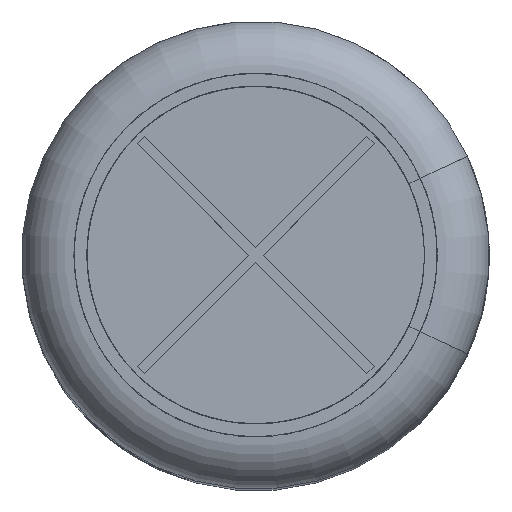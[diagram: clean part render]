
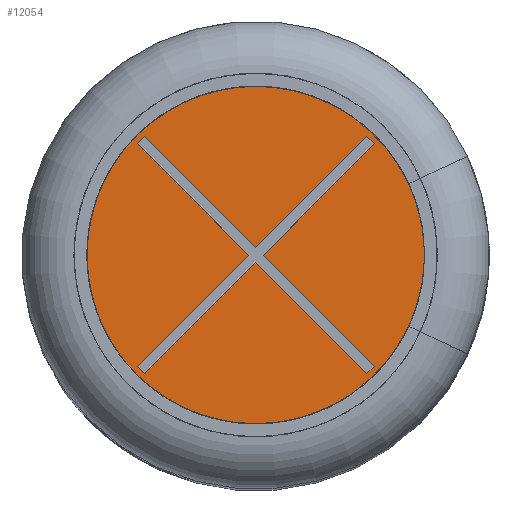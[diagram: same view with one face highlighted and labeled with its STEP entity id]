
A CAD part, top view. The second image highlights one B-rep face of the part: STEP entity #12054.
In plain terms, the highlighted planar face has unit normal (0, 0, 1).
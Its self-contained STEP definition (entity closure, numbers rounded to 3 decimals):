
#433=LINE('',#15760,#1102);
#436=LINE('',#15766,#1105);
#438=LINE('',#15770,#1107);
#440=LINE('',#15774,#1109);
#442=LINE('',#15778,#1111);
#444=LINE('',#15782,#1113);
#446=LINE('',#15786,#1115);
#448=LINE('',#15790,#1117);
#450=LINE('',#15794,#1119);
#452=LINE('',#15798,#1121);
#454=LINE('',#15802,#1123);
#456=LINE('',#15806,#1125);
#1102=VECTOR('',#13434,1000.);
#1105=VECTOR('',#13439,1000.);
#1107=VECTOR('',#13443,1000.);
#1109=VECTOR('',#13447,1000.);
#1111=VECTOR('',#13451,1000.);
#1113=VECTOR('',#13455,1000.);
#1115=VECTOR('',#13459,1000.);
#1117=VECTOR('',#13463,1000.);
#1119=VECTOR('',#13467,1000.);
#1121=VECTOR('',#13471,1000.);
#1123=VECTOR('',#13475,1000.);
#1125=VECTOR('',#13479,1000.);
#1949=ORIENTED_EDGE('',*,*,#4415,.T.);
#1950=ORIENTED_EDGE('',*,*,#4438,.T.);
#1951=ORIENTED_EDGE('',*,*,#4436,.T.);
#1952=ORIENTED_EDGE('',*,*,#4434,.T.);
#1953=ORIENTED_EDGE('',*,*,#4432,.T.);
#1954=ORIENTED_EDGE('',*,*,#4430,.T.);
#1955=ORIENTED_EDGE('',*,*,#4428,.T.);
#1956=ORIENTED_EDGE('',*,*,#4426,.T.);
#1957=ORIENTED_EDGE('',*,*,#4424,.T.);
#1958=ORIENTED_EDGE('',*,*,#4422,.T.);
#1959=ORIENTED_EDGE('',*,*,#4420,.T.);
#1960=ORIENTED_EDGE('',*,*,#4418,.T.);
#1961=ORIENTED_EDGE('',*,*,#4452,.F.);
#4415=EDGE_CURVE('',#5681,#5682,#433,.T.);
#4418=EDGE_CURVE('',#5683,#5681,#436,.T.);
#4420=EDGE_CURVE('',#5684,#5683,#438,.T.);
#4422=EDGE_CURVE('',#5685,#5684,#440,.T.);
#4424=EDGE_CURVE('',#5686,#5685,#442,.T.);
#4426=EDGE_CURVE('',#5687,#5686,#444,.T.);
#4428=EDGE_CURVE('',#5688,#5687,#446,.T.);
#4430=EDGE_CURVE('',#5689,#5688,#448,.T.);
#4432=EDGE_CURVE('',#5690,#5689,#450,.T.);
#4434=EDGE_CURVE('',#5691,#5690,#452,.T.);
#4436=EDGE_CURVE('',#5692,#5691,#454,.T.);
#4438=EDGE_CURVE('',#5682,#5692,#456,.T.);
#4452=EDGE_CURVE('',#5703,#5703,#6544,.T.);
#5681=VERTEX_POINT('',#15761);
#5682=VERTEX_POINT('',#15762);
#5683=VERTEX_POINT('',#15767);
#5684=VERTEX_POINT('',#15771);
#5685=VERTEX_POINT('',#15775);
#5686=VERTEX_POINT('',#15779);
#5687=VERTEX_POINT('',#15783);
#5688=VERTEX_POINT('',#15787);
#5689=VERTEX_POINT('',#15791);
#5690=VERTEX_POINT('',#15795);
#5691=VERTEX_POINT('',#15799);
#5692=VERTEX_POINT('',#15803);
#5703=VERTEX_POINT('',#15838);
#6544=CIRCLE('',#12605,6.998);
#6862=EDGE_LOOP('',(#1949,#1950,#1951,#1952,#1953,#1954,#1955,#1956,#1957,
#1958,#1959,#1960));
#6863=EDGE_LOOP('',(#1961));
#7492=FACE_BOUND('',#6862,.T.);
#7493=FACE_BOUND('',#6863,.T.);
#8108=PLANE('',#12606);
#12054=ADVANCED_FACE('',(#7492,#7493),#8108,.T.);
#12605=AXIS2_PLACEMENT_3D('',#15837,#13520,#13521);
#12606=AXIS2_PLACEMENT_3D('',#15839,#13522,#13523);
#13434=DIRECTION('',(0.707,0.707,0.));
#13439=DIRECTION('',(-0.707,0.707,0.));
#13443=DIRECTION('',(0.707,0.707,0.));
#13447=DIRECTION('',(-0.707,0.707,0.));
#13451=DIRECTION('',(-0.707,-0.707,0.));
#13455=DIRECTION('',(-0.707,0.707,0.));
#13459=DIRECTION('',(-0.707,-0.707,0.));
#13463=DIRECTION('',(0.707,-0.707,0.));
#13467=DIRECTION('',(-0.707,-0.707,0.));
#13471=DIRECTION('',(0.707,-0.707,0.));
#13475=DIRECTION('',(0.707,0.707,0.));
#13479=DIRECTION('',(0.707,-0.707,0.));
#13520=DIRECTION('',(0.,0.,-1.));
#13521=DIRECTION('',(-1.,0.,0.));
#13522=DIRECTION('',(0.,0.,1.));
#13523=DIRECTION('',(1.,0.,0.));
#15760=CARTESIAN_POINT('',(-4.276,4.559,44.78));
#15761=CARTESIAN_POINT('',(-4.559,4.276,44.78));
#15762=CARTESIAN_POINT('',(-4.276,4.559,44.78));
#15766=CARTESIAN_POINT('',(-0.283,0.,44.78));
#15767=CARTESIAN_POINT('',(-0.283,0.,44.78));
#15770=CARTESIAN_POINT('',(-0.283,0.,44.78));
#15771=CARTESIAN_POINT('',(-4.559,-4.276,44.78));
#15774=CARTESIAN_POINT('',(-4.276,-4.559,44.78));
#15775=CARTESIAN_POINT('',(-4.276,-4.559,44.78));
#15778=CARTESIAN_POINT('',(0.,-0.283,44.78));
#15779=CARTESIAN_POINT('',(0.,-0.283,44.78));
#15782=CARTESIAN_POINT('',(0.,-0.283,44.78));
#15783=CARTESIAN_POINT('',(4.276,-4.559,44.78));
#15786=CARTESIAN_POINT('',(4.559,-4.276,44.78));
#15787=CARTESIAN_POINT('',(4.559,-4.276,44.78));
#15790=CARTESIAN_POINT('',(0.283,0.,44.78));
#15791=CARTESIAN_POINT('',(0.283,0.,44.78));
#15794=CARTESIAN_POINT('',(0.283,0.,44.78));
#15795=CARTESIAN_POINT('',(4.559,4.276,44.78));
#15798=CARTESIAN_POINT('',(4.559,4.276,44.78));
#15799=CARTESIAN_POINT('',(4.276,4.559,44.78));
#15802=CARTESIAN_POINT('',(0.,0.283,44.78));
#15803=CARTESIAN_POINT('',(0.,0.283,44.78));
#15806=CARTESIAN_POINT('',(0.,0.283,44.78));
#15837=CARTESIAN_POINT('',(0.,0.,44.78));
#15838=CARTESIAN_POINT('',(-6.998,0.,44.78));
#15839=CARTESIAN_POINT('',(-6.998,0.,44.78));
